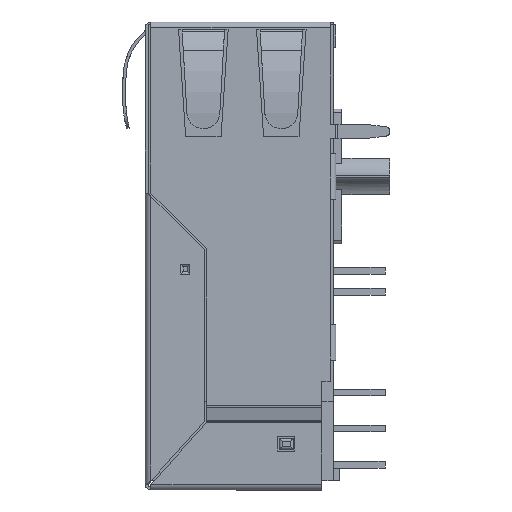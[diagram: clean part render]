
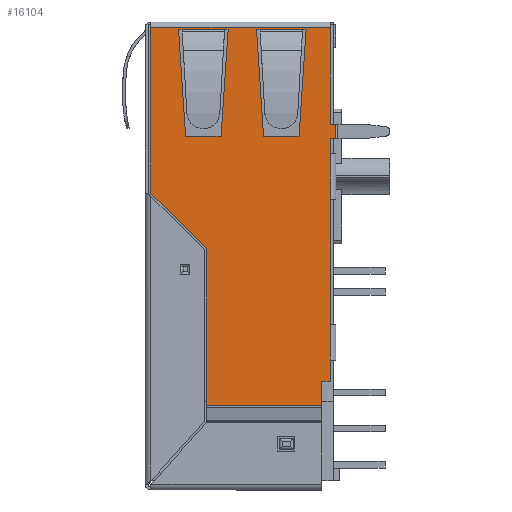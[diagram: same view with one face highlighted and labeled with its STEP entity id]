
A CAD part, left-side view. The second image highlights one B-rep face of the part: STEP entity #16104.
In plain terms, the highlighted face is planar.
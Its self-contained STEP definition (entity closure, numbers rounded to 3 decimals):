
#2893=ORIENTED_EDGE('',*,*,#6052,.T.);
#2894=ORIENTED_EDGE('',*,*,#6053,.T.);
#2895=ORIENTED_EDGE('',*,*,#6054,.T.);
#2896=ORIENTED_EDGE('',*,*,#6055,.T.);
#2897=ORIENTED_EDGE('',*,*,#6056,.T.);
#2898=ORIENTED_EDGE('',*,*,#6057,.T.);
#2899=ORIENTED_EDGE('',*,*,#6058,.T.);
#2900=ORIENTED_EDGE('',*,*,#6059,.T.);
#2901=ORIENTED_EDGE('',*,*,#6060,.T.);
#2902=ORIENTED_EDGE('',*,*,#6061,.T.);
#2903=ORIENTED_EDGE('',*,*,#6062,.F.);
#2904=ORIENTED_EDGE('',*,*,#6063,.T.);
#2905=ORIENTED_EDGE('',*,*,#6050,.T.);
#2906=ORIENTED_EDGE('',*,*,#6064,.T.);
#2907=ORIENTED_EDGE('',*,*,#6028,.F.);
#2908=ORIENTED_EDGE('',*,*,#6065,.F.);
#2909=ORIENTED_EDGE('',*,*,#6066,.T.);
#2910=ORIENTED_EDGE('',*,*,#6067,.T.);
#2911=ORIENTED_EDGE('',*,*,#6068,.T.);
#2912=ORIENTED_EDGE('',*,*,#6069,.T.);
#2913=ORIENTED_EDGE('',*,*,#6070,.T.);
#2914=ORIENTED_EDGE('',*,*,#6071,.T.);
#2915=ORIENTED_EDGE('',*,*,#6072,.T.);
#2916=ORIENTED_EDGE('',*,*,#6073,.T.);
#2917=ORIENTED_EDGE('',*,*,#6074,.T.);
#2918=ORIENTED_EDGE('',*,*,#6075,.T.);
#2919=ORIENTED_EDGE('',*,*,#6076,.T.);
#2920=ORIENTED_EDGE('',*,*,#6077,.T.);
#6028=EDGE_CURVE('',#7716,#7717,#9094,.T.);
#6050=EDGE_CURVE('',#7739,#7738,#9108,.T.);
#6052=EDGE_CURVE('',#7740,#7741,#9110,.T.);
#6053=EDGE_CURVE('',#7741,#7742,#9111,.T.);
#6054=EDGE_CURVE('',#7742,#7743,#9112,.T.);
#6055=EDGE_CURVE('',#7743,#7744,#9113,.T.);
#6056=EDGE_CURVE('',#7744,#7745,#9114,.T.);
#6057=EDGE_CURVE('',#7745,#7740,#9115,.T.);
#6058=EDGE_CURVE('',#7746,#7747,#9116,.T.);
#6059=EDGE_CURVE('',#7747,#7748,#9117,.T.);
#6060=EDGE_CURVE('',#7748,#7749,#9118,.T.);
#6061=EDGE_CURVE('',#7749,#7750,#9119,.T.);
#6062=EDGE_CURVE('',#7751,#7750,#9120,.T.);
#6063=EDGE_CURVE('',#7751,#7746,#9121,.T.);
#6064=EDGE_CURVE('',#7738,#7717,#9122,.T.);
#6065=EDGE_CURVE('',#7752,#7716,#9123,.T.);
#6066=EDGE_CURVE('',#7752,#7753,#9124,.T.);
#6067=EDGE_CURVE('',#7753,#7754,#9125,.T.);
#6068=EDGE_CURVE('',#7754,#7755,#9126,.T.);
#6069=EDGE_CURVE('',#7755,#7756,#9127,.T.);
#6070=EDGE_CURVE('',#7756,#7757,#9128,.T.);
#6071=EDGE_CURVE('',#7757,#7758,#9129,.T.);
#6072=EDGE_CURVE('',#7758,#7759,#9130,.T.);
#6073=EDGE_CURVE('',#7759,#7760,#9131,.T.);
#6074=EDGE_CURVE('',#7760,#7761,#9132,.T.);
#6075=EDGE_CURVE('',#7761,#7762,#9133,.T.);
#6076=EDGE_CURVE('',#7762,#7763,#9134,.T.);
#6077=EDGE_CURVE('',#7763,#7739,#9135,.T.);
#7716=VERTEX_POINT('',#24082);
#7717=VERTEX_POINT('',#24083);
#7738=VERTEX_POINT('',#24126);
#7739=VERTEX_POINT('',#24128);
#7740=VERTEX_POINT('',#24132);
#7741=VERTEX_POINT('',#24133);
#7742=VERTEX_POINT('',#24135);
#7743=VERTEX_POINT('',#24137);
#7744=VERTEX_POINT('',#24139);
#7745=VERTEX_POINT('',#24141);
#7746=VERTEX_POINT('',#24144);
#7747=VERTEX_POINT('',#24145);
#7748=VERTEX_POINT('',#24147);
#7749=VERTEX_POINT('',#24149);
#7750=VERTEX_POINT('',#24151);
#7751=VERTEX_POINT('',#24153);
#7752=VERTEX_POINT('',#24157);
#7753=VERTEX_POINT('',#24159);
#7754=VERTEX_POINT('',#24161);
#7755=VERTEX_POINT('',#24163);
#7756=VERTEX_POINT('',#24165);
#7757=VERTEX_POINT('',#24167);
#7758=VERTEX_POINT('',#24169);
#7759=VERTEX_POINT('',#24171);
#7760=VERTEX_POINT('',#24173);
#7761=VERTEX_POINT('',#24175);
#7762=VERTEX_POINT('',#24177);
#7763=VERTEX_POINT('',#24179);
#9094=LINE('',#24081,#10627);
#9108=LINE('',#24127,#10641);
#9110=LINE('',#24131,#10643);
#9111=LINE('',#24134,#10644);
#9112=LINE('',#24136,#10645);
#9113=LINE('',#24138,#10646);
#9114=LINE('',#24140,#10647);
#9115=LINE('',#24142,#10648);
#9116=LINE('',#24143,#10649);
#9117=LINE('',#24146,#10650);
#9118=LINE('',#24148,#10651);
#9119=LINE('',#24150,#10652);
#9120=LINE('',#24152,#10653);
#9121=LINE('',#24154,#10654);
#9122=LINE('',#24155,#10655);
#9123=LINE('',#24156,#10656);
#9124=LINE('',#24158,#10657);
#9125=LINE('',#24160,#10658);
#9126=LINE('',#24162,#10659);
#9127=LINE('',#24164,#10660);
#9128=LINE('',#24166,#10661);
#9129=LINE('',#24168,#10662);
#9130=LINE('',#24170,#10663);
#9131=LINE('',#24172,#10664);
#9132=LINE('',#24174,#10665);
#9133=LINE('',#24176,#10666);
#9134=LINE('',#24178,#10667);
#9135=LINE('',#24180,#10668);
#10627=VECTOR('',#19642,1000.);
#10641=VECTOR('',#19674,1000.);
#10643=VECTOR('',#19678,1000.);
#10644=VECTOR('',#19679,1000.);
#10645=VECTOR('',#19680,1000.);
#10646=VECTOR('',#19681,1000.);
#10647=VECTOR('',#19682,1000.);
#10648=VECTOR('',#19683,1000.);
#10649=VECTOR('',#19684,1000.);
#10650=VECTOR('',#19685,1000.);
#10651=VECTOR('',#19686,1000.);
#10652=VECTOR('',#19687,1000.);
#10653=VECTOR('',#19688,1000.);
#10654=VECTOR('',#19689,1000.);
#10655=VECTOR('',#19690,1000.);
#10656=VECTOR('',#19691,1000.);
#10657=VECTOR('',#19692,1000.);
#10658=VECTOR('',#19693,1000.);
#10659=VECTOR('',#19694,1000.);
#10660=VECTOR('',#19695,1000.);
#10661=VECTOR('',#19696,1000.);
#10662=VECTOR('',#19697,1000.);
#10663=VECTOR('',#19698,1000.);
#10664=VECTOR('',#19699,1000.);
#10665=VECTOR('',#19700,1000.);
#10666=VECTOR('',#19701,1000.);
#10667=VECTOR('',#19702,1000.);
#10668=VECTOR('',#19703,1000.);
#11667=EDGE_LOOP('',(#2893,#2894,#2895,#2896,#2897,#2898));
#11668=EDGE_LOOP('',(#2899,#2900,#2901,#2902,#2903,#2904));
#11669=EDGE_LOOP('',(#2905,#2906,#2907,#2908,#2909,#2910,#2911,#2912,#2913,
#2914,#2915,#2916,#2917,#2918,#2919,#2920));
#12524=FACE_BOUND('',#11667,.T.);
#12525=FACE_BOUND('',#11668,.T.);
#12526=FACE_BOUND('',#11669,.T.);
#13236=PLANE('',#17084);
#16104=ADVANCED_FACE('',(#12524,#12525,#12526),#13236,.T.);
#17084=AXIS2_PLACEMENT_3D('',#24130,#19676,#19677);
#19642=DIRECTION('',(-1.,0.,0.));
#19674=DIRECTION('',(-1.,0.,0.));
#19676=DIRECTION('',(0.,-1.,0.));
#19677=DIRECTION('',(1.,0.,0.));
#19678=DIRECTION('',(-0.998,0.,0.066));
#19679=DIRECTION('',(0.,0.,1.));
#19680=DIRECTION('',(0.998,0.,0.066));
#19681=DIRECTION('',(0.,0.,-1.));
#19682=DIRECTION('',(0.,0.,-1.));
#19683=DIRECTION('',(0.,0.,-1.));
#19684=DIRECTION('',(-0.998,0.,0.066));
#19685=DIRECTION('',(0.,0.,1.));
#19686=DIRECTION('',(0.998,0.,0.066));
#19687=DIRECTION('',(0.,0.,-1.));
#19688=DIRECTION('',(0.,0.,1.));
#19689=DIRECTION('',(0.,0.,-1.));
#19690=DIRECTION('',(0.,0.,-1.));
#19691=DIRECTION('',(0.,0.,1.));
#19692=DIRECTION('',(1.,0.,0.));
#19693=DIRECTION('',(1.,0.,0.));
#19694=DIRECTION('',(1.,0.,0.));
#19695=DIRECTION('',(1.,0.,0.));
#19696=DIRECTION('',(1.,0.,0.));
#19697=DIRECTION('',(0.,0.,-1.));
#19698=DIRECTION('',(1.,0.,0.));
#19699=DIRECTION('',(0.,0.,1.));
#19700=DIRECTION('',(1.,0.,0.));
#19701=DIRECTION('',(0.,0.,1.));
#19702=DIRECTION('',(-1.,0.,0.));
#19703=DIRECTION('',(-0.707,0.,-0.707));
#24081=CARTESIAN_POINT('',(-8.84,-8.275,1.));
#24082=CARTESIAN_POINT('',(-8.84,-8.275,1.));
#24083=CARTESIAN_POINT('',(-10.549,-8.275,1.));
#24126=CARTESIAN_POINT('',(-10.549,-8.275,9.12));
#24127=CARTESIAN_POINT('',(0.51,-8.275,9.12));
#24128=CARTESIAN_POINT('',(0.51,-8.275,9.12));
#24130=CARTESIAN_POINT('',(0.,-8.275,0.));
#24131=CARTESIAN_POINT('',(16.01,-8.275,2.1));
#24132=CARTESIAN_POINT('',(16.01,-8.275,2.1));
#24133=CARTESIAN_POINT('',(8.46,-8.275,2.6));
#24134=CARTESIAN_POINT('',(8.46,-8.275,2.6));
#24135=CARTESIAN_POINT('',(8.46,-8.275,5.1));
#24136=CARTESIAN_POINT('',(8.46,-8.275,5.1));
#24137=CARTESIAN_POINT('',(16.01,-8.275,5.6));
#24138=CARTESIAN_POINT('',(16.01,-8.275,5.6));
#24139=CARTESIAN_POINT('',(16.01,-8.275,5.35));
#24140=CARTESIAN_POINT('',(16.01,-8.275,5.35));
#24141=CARTESIAN_POINT('',(16.01,-8.275,2.35));
#24142=CARTESIAN_POINT('',(16.01,-8.275,5.6));
#24143=CARTESIAN_POINT('',(16.01,-8.275,7.6));
#24144=CARTESIAN_POINT('',(16.01,-8.275,7.6));
#24145=CARTESIAN_POINT('',(8.46,-8.275,8.1));
#24146=CARTESIAN_POINT('',(8.46,-8.275,8.1));
#24147=CARTESIAN_POINT('',(8.46,-8.275,10.6));
#24148=CARTESIAN_POINT('',(8.46,-8.275,10.6));
#24149=CARTESIAN_POINT('',(16.01,-8.275,11.1));
#24150=CARTESIAN_POINT('',(16.01,-8.275,11.1));
#24151=CARTESIAN_POINT('',(16.01,-8.275,10.85));
#24152=CARTESIAN_POINT('',(16.01,-8.275,7.85));
#24153=CARTESIAN_POINT('',(16.01,-8.275,7.85));
#24154=CARTESIAN_POINT('',(16.01,-8.275,11.1));
#24155=CARTESIAN_POINT('',(-10.549,-8.275,9.12));
#24156=CARTESIAN_POINT('',(-8.84,-8.275,0.4));
#24157=CARTESIAN_POINT('',(-8.84,-8.275,0.4));
#24158=CARTESIAN_POINT('',(16.319,-8.275,0.4));
#24159=CARTESIAN_POINT('',(-7.34,-8.275,0.4));
#24160=CARTESIAN_POINT('',(-7.34,-8.275,0.4));
#24161=CARTESIAN_POINT('',(-4.84,-8.275,0.4));
#24162=CARTESIAN_POINT('',(16.319,-8.275,0.4));
#24163=CARTESIAN_POINT('',(4.01,-8.275,0.4));
#24164=CARTESIAN_POINT('',(4.01,-8.275,0.4));
#24165=CARTESIAN_POINT('',(7.21,-8.275,0.4));
#24166=CARTESIAN_POINT('',(16.319,-8.275,0.4));
#24167=CARTESIAN_POINT('',(8.29,-8.275,0.4));
#24168=CARTESIAN_POINT('',(8.29,-8.275,0.4));
#24169=CARTESIAN_POINT('',(8.29,-8.275,0.024));
#24170=CARTESIAN_POINT('',(9.29,-8.275,0.024));
#24171=CARTESIAN_POINT('',(9.29,-8.275,0.024));
#24172=CARTESIAN_POINT('',(9.29,-8.275,-2.1));
#24173=CARTESIAN_POINT('',(9.29,-8.275,0.4));
#24174=CARTESIAN_POINT('',(16.319,-8.275,0.4));
#24175=CARTESIAN_POINT('',(16.11,-8.275,0.4));
#24176=CARTESIAN_POINT('',(16.11,-8.275,0.4));
#24177=CARTESIAN_POINT('',(16.11,-8.275,13.05));
#24178=CARTESIAN_POINT('',(16.319,-8.275,13.05));
#24179=CARTESIAN_POINT('',(4.44,-8.275,13.05));
#24180=CARTESIAN_POINT('',(4.44,-8.275,13.05));
